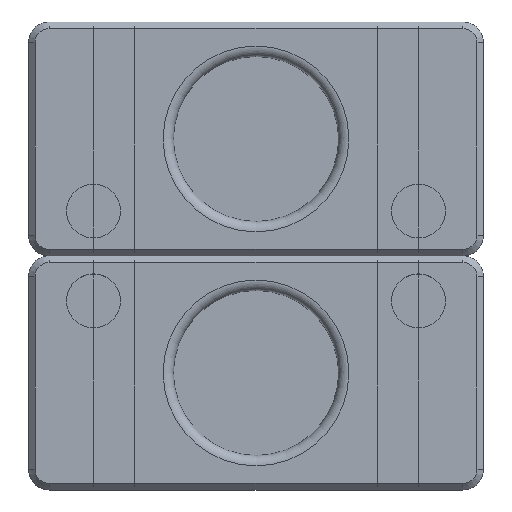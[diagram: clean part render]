
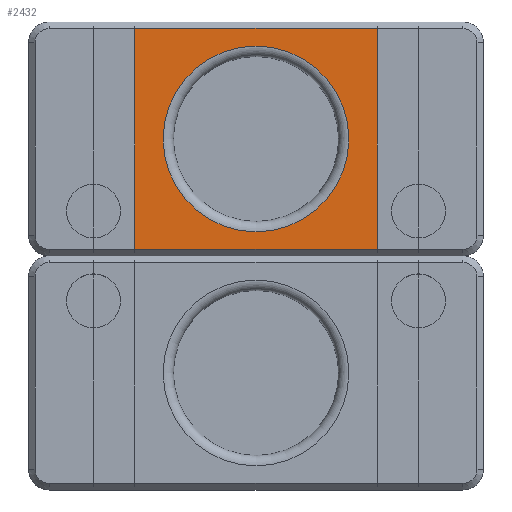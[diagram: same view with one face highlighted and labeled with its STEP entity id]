
A CAD part, top view. The second image highlights one B-rep face of the part: STEP entity #2432.
In plain terms, the highlighted face is planar.
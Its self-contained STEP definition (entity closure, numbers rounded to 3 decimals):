
#23=FACE_BOUND('',#379,.T.);
#111=CIRCLE('',#2634,14.288);
#224=FACE_OUTER_BOUND('',#378,.T.);
#378=EDGE_LOOP('',(#1704,#1705,#1706,#1707));
#379=EDGE_LOOP('',(#1708));
#543=LINE('',#3730,#801);
#544=LINE('',#3732,#802);
#545=LINE('',#3734,#803);
#546=LINE('',#3735,#804);
#801=VECTOR('',#2972,10.);
#802=VECTOR('',#2973,10.);
#803=VECTOR('',#2974,10.);
#804=VECTOR('',#2975,10.);
#1054=VERTEX_POINT('',#3716);
#1058=VERTEX_POINT('',#3728);
#1059=VERTEX_POINT('',#3729);
#1060=VERTEX_POINT('',#3731);
#1061=VERTEX_POINT('',#3733);
#1295=EDGE_CURVE('',#1054,#1054,#111,.T.);
#1301=EDGE_CURVE('',#1058,#1059,#543,.T.);
#1302=EDGE_CURVE('',#1058,#1060,#544,.T.);
#1303=EDGE_CURVE('',#1061,#1060,#545,.T.);
#1304=EDGE_CURVE('',#1059,#1061,#546,.T.);
#1704=ORIENTED_EDGE('',*,*,#1301,.F.);
#1705=ORIENTED_EDGE('',*,*,#1302,.T.);
#1706=ORIENTED_EDGE('',*,*,#1303,.F.);
#1707=ORIENTED_EDGE('',*,*,#1304,.F.);
#1708=ORIENTED_EDGE('',*,*,#1295,.F.);
#2326=PLANE('',#2640);
#2432=ADVANCED_FACE('',(#224,#23),#2326,.F.);
#2634=AXIS2_PLACEMENT_3D('',#3717,#2957,#2958);
#2640=AXIS2_PLACEMENT_3D('',#3727,#2970,#2971);
#2957=DIRECTION('center_axis',(0.,0.,-1.));
#2958=DIRECTION('ref_axis',(-1.,0.,0.));
#2970=DIRECTION('center_axis',(0.,0.,1.));
#2971=DIRECTION('ref_axis',(1.,0.,0.));
#2972=DIRECTION('',(1.,0.,0.));
#2973=DIRECTION('',(0.,1.,0.));
#2974=DIRECTION('',(-1.,0.,0.));
#2975=DIRECTION('',(0.,1.,0.));
#3716=CARTESIAN_POINT('',(20.713,18.,0.));
#3717=CARTESIAN_POINT('Origin',(35.,18.,0.));
#3727=CARTESIAN_POINT('Origin',(35.,18.,0.));
#3728=CARTESIAN_POINT('',(16.35,1.,0.));
#3729=CARTESIAN_POINT('',(53.65,1.,0.));
#3730=CARTESIAN_POINT('',(25.675,1.,0.));
#3731=CARTESIAN_POINT('',(16.35,35.,0.));
#3732=CARTESIAN_POINT('',(16.35,0.,0.));
#3733=CARTESIAN_POINT('',(53.65,35.,0.));
#3734=CARTESIAN_POINT('',(44.325,35.,0.));
#3735=CARTESIAN_POINT('',(53.65,0.,0.));
